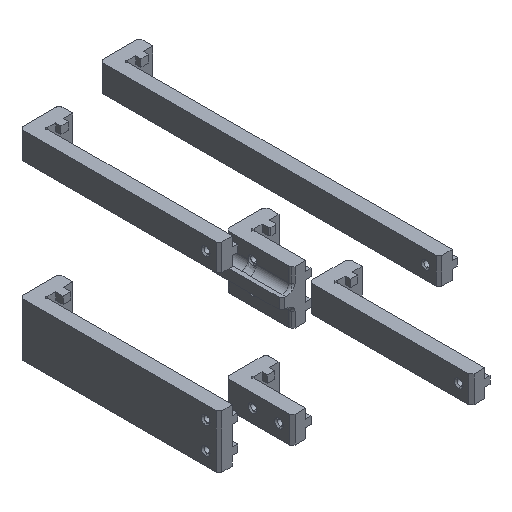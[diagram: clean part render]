
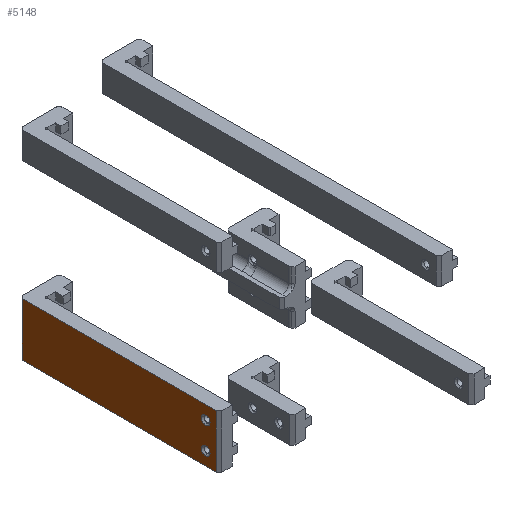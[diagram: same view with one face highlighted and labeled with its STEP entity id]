
A CAD part, isometric view. The second image highlights one B-rep face of the part: STEP entity #5148.
In plain terms, the highlighted planar face has unit normal (-1, 0, 0).
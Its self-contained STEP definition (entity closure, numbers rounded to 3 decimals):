
#51 = CARTESIAN_POINT ( 'NONE',  ( -15., -73., 40. ) ) ;
#61 = CARTESIAN_POINT ( 'NONE',  ( -15., 73., 40. ) ) ;
#164 = VERTEX_POINT ( 'NONE', #1344 ) ;
#218 = ORIENTED_EDGE ( 'NONE', *, *, #596, .T. ) ;
#228 = PLANE ( 'NONE',  #5083 ) ;
#317 = CARTESIAN_POINT ( 'NONE',  ( -15., -65., 30. ) ) ;
#596 = EDGE_CURVE ( 'NONE', #1587, #164, #3498, .T. ) ;
#748 = DIRECTION ( 'NONE',  ( 1., 0., 0. ) ) ;
#1208 = VERTEX_POINT ( 'NONE', #51 ) ;
#1233 = VERTEX_POINT ( 'NONE', #7299 ) ;
#1344 = CARTESIAN_POINT ( 'NONE',  ( -15., -73., 0. ) ) ;
#1355 = DIRECTION ( 'NONE',  ( 0., 1., 0. ) ) ;
#1456 = CARTESIAN_POINT ( 'NONE',  ( -15., 0., 40. ) ) ;
#1587 = VERTEX_POINT ( 'NONE', #5753 ) ;
#1660 = EDGE_CURVE ( 'NONE', #2885, #1233, #8767, .T. ) ;
#1712 = VECTOR ( 'NONE', #4209, 1000. ) ;
#1815 = EDGE_CURVE ( 'NONE', #6229, #1208, #8548, .T. ) ;
#1845 = EDGE_CURVE ( 'NONE', #3858, #7840, #4549, .T. ) ;
#1921 = ORIENTED_EDGE ( 'NONE', *, *, #7065, .T. ) ;
#2010 = CARTESIAN_POINT ( 'NONE',  ( -15., -65., 30. ) ) ;
#2232 = AXIS2_PLACEMENT_3D ( 'NONE', #3206, #4522, #7360 ) ;
#2593 = EDGE_CURVE ( 'NONE', #6229, #1587, #4118, .T. ) ;
#2759 = VECTOR ( 'NONE', #5633, 1000. ) ;
#2768 = DIRECTION ( 'NONE',  ( 1., 0., 0. ) ) ;
#2885 = VERTEX_POINT ( 'NONE', #5387 ) ;
#3206 = CARTESIAN_POINT ( 'NONE',  ( -15., -65., 10. ) ) ;
#3276 = DIRECTION ( 'NONE',  ( 0., 1., 0. ) ) ;
#3351 = AXIS2_PLACEMENT_3D ( 'NONE', #3984, #6862, #3276 ) ;
#3498 = LINE ( 'NONE', #4245, #7122 ) ;
#3533 = EDGE_LOOP ( 'NONE', ( #4472, #4415 ) ) ;
#3629 = DIRECTION ( 'NONE',  ( 0., 1., 0. ) ) ;
#3728 = CIRCLE ( 'NONE', #4619, 3.25 ) ;
#3738 = EDGE_CURVE ( 'NONE', #164, #1208, #7651, .T. ) ;
#3858 = VERTEX_POINT ( 'NONE', #9012 ) ;
#3878 = CIRCLE ( 'NONE', #2232, 3.25 ) ;
#3984 = CARTESIAN_POINT ( 'NONE',  ( -15., -65., 10. ) ) ;
#4050 = ORIENTED_EDGE ( 'NONE', *, *, #1845, .T. ) ;
#4118 = LINE ( 'NONE', #9175, #1712 ) ;
#4209 = DIRECTION ( 'NONE',  ( 0., 0., -1. ) ) ;
#4245 = CARTESIAN_POINT ( 'NONE',  ( -15., 0., 0. ) ) ;
#4415 = ORIENTED_EDGE ( 'NONE', *, *, #5299, .T. ) ;
#4472 = ORIENTED_EDGE ( 'NONE', *, *, #1660, .T. ) ;
#4510 = FACE_BOUND ( 'NONE', #3533, .T. ) ;
#4522 = DIRECTION ( 'NONE',  ( 1., 0., 0. ) ) ;
#4549 = CIRCLE ( 'NONE', #3351, 3.25 ) ;
#4592 = ORIENTED_EDGE ( 'NONE', *, *, #2593, .T. ) ;
#4619 = AXIS2_PLACEMENT_3D ( 'NONE', #2010, #2768, #1355 ) ;
#4642 = DIRECTION ( 'NONE',  ( 1., 0., 0. ) ) ;
#4700 = AXIS2_PLACEMENT_3D ( 'NONE', #317, #4642, #8138 ) ;
#5083 = AXIS2_PLACEMENT_3D ( 'NONE', #1456, #748, #3629 ) ;
#5148 = ADVANCED_FACE ( 'NONE', ( #4510, #7915, #6686 ), #228, .F. ) ;
#5299 = EDGE_CURVE ( 'NONE', #1233, #2885, #3728, .T. ) ;
#5318 = ORIENTED_EDGE ( 'NONE', *, *, #1815, .F. ) ;
#5364 = CARTESIAN_POINT ( 'NONE',  ( -15., -65., 6.75 ) ) ;
#5387 = CARTESIAN_POINT ( 'NONE',  ( -15., -65., 33.25 ) ) ;
#5520 = VECTOR ( 'NONE', #5537, 1000. ) ;
#5537 = DIRECTION ( 'NONE',  ( 0., 0., 1. ) ) ;
#5633 = DIRECTION ( 'NONE',  ( 0., -1., 0. ) ) ;
#5753 = CARTESIAN_POINT ( 'NONE',  ( -15., 73., 0. ) ) ;
#6213 = CARTESIAN_POINT ( 'NONE',  ( -15., 0., 40. ) ) ;
#6229 = VERTEX_POINT ( 'NONE', #61 ) ;
#6339 = DIRECTION ( 'NONE',  ( 0., -1., 0. ) ) ;
#6686 = FACE_OUTER_BOUND ( 'NONE', #6861, .T. ) ;
#6861 = EDGE_LOOP ( 'NONE', ( #5318, #4592, #218, #7629 ) ) ;
#6862 = DIRECTION ( 'NONE',  ( 1., 0., 0. ) ) ;
#6988 = CARTESIAN_POINT ( 'NONE',  ( -15., -73., 40. ) ) ;
#7065 = EDGE_CURVE ( 'NONE', #7840, #3858, #3878, .T. ) ;
#7122 = VECTOR ( 'NONE', #6339, 1000. ) ;
#7299 = CARTESIAN_POINT ( 'NONE',  ( -15., -65., 26.75 ) ) ;
#7360 = DIRECTION ( 'NONE',  ( 0., 1., 0. ) ) ;
#7629 = ORIENTED_EDGE ( 'NONE', *, *, #3738, .T. ) ;
#7651 = LINE ( 'NONE', #6988, #5520 ) ;
#7840 = VERTEX_POINT ( 'NONE', #5364 ) ;
#7915 = FACE_BOUND ( 'NONE', #8666, .T. ) ;
#8138 = DIRECTION ( 'NONE',  ( 0., 1., 0. ) ) ;
#8548 = LINE ( 'NONE', #6213, #2759 ) ;
#8666 = EDGE_LOOP ( 'NONE', ( #4050, #1921 ) ) ;
#8767 = CIRCLE ( 'NONE', #4700, 3.25 ) ;
#9012 = CARTESIAN_POINT ( 'NONE',  ( -15., -65., 13.25 ) ) ;
#9175 = CARTESIAN_POINT ( 'NONE',  ( -15., 73., 0. ) ) ;
